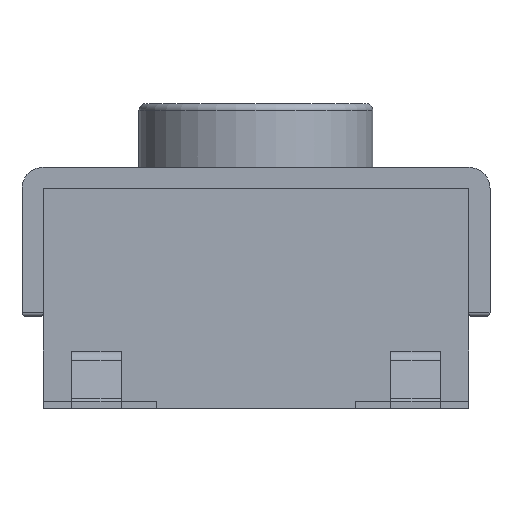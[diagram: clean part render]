
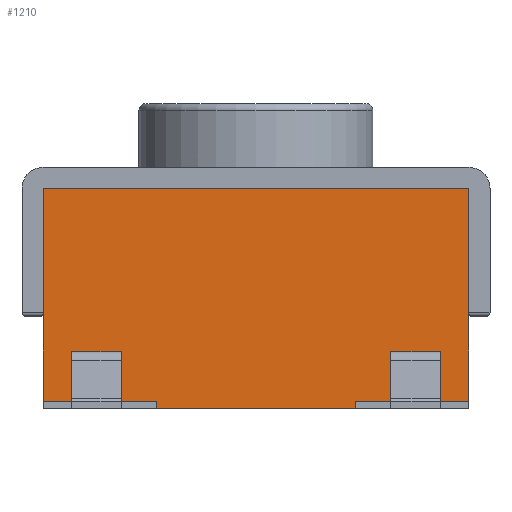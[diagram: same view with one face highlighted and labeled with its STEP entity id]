
A CAD part, left-side view. The second image highlights one B-rep face of the part: STEP entity #1210.
In plain terms, the highlighted planar face has unit normal (-1, 0, 0).
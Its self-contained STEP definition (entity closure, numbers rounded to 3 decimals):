
#227 = VERTEX_POINT('',#228);
#228 = CARTESIAN_POINT('',(-3.,-3.,0.1));
#234 = EDGE_CURVE('',#227,#235,#237,.T.);
#235 = VERTEX_POINT('',#236);
#236 = CARTESIAN_POINT('',(-3.,-3.,1.35));
#237 = LINE('',#238,#239);
#238 = CARTESIAN_POINT('',(-3.,-3.,0.));
#239 = VECTOR('',#240,1.);
#240 = DIRECTION('',(0.,0.,1.));
#439 = VERTEX_POINT('',#440);
#440 = CARTESIAN_POINT('',(-3.,1.4,0.));
#446 = EDGE_CURVE('',#439,#447,#449,.T.);
#447 = VERTEX_POINT('',#448);
#448 = CARTESIAN_POINT('',(-3.,-1.4,0.));
#449 = LINE('',#450,#451);
#450 = CARTESIAN_POINT('',(-3.,3.,0.));
#451 = VECTOR('',#452,1.);
#452 = DIRECTION('',(0.,-1.,0.));
#568 = VERTEX_POINT('',#569);
#569 = CARTESIAN_POINT('',(-3.,3.,1.35));
#575 = EDGE_CURVE('',#576,#568,#578,.T.);
#576 = VERTEX_POINT('',#577);
#577 = CARTESIAN_POINT('',(-3.,3.,0.1));
#578 = LINE('',#579,#580);
#579 = CARTESIAN_POINT('',(-3.,3.,0.));
#580 = VECTOR('',#581,1.);
#581 = DIRECTION('',(0.,0.,1.));
#1210 = ADVANCED_FACE('',(#1211,#1266,#1300),#1334,.F.);
#1211 = FACE_BOUND('',#1212,.F.);
#1212 = EDGE_LOOP('',(#1213,#1221,#1222,#1230,#1238,#1244,#1245,#1253,
#1259,#1260));
#1213 = ORIENTED_EDGE('',*,*,#1214,.F.);
#1214 = EDGE_CURVE('',#576,#1215,#1217,.T.);
#1215 = VERTEX_POINT('',#1216);
#1216 = CARTESIAN_POINT('',(-3.,1.4,0.1));
#1217 = LINE('',#1218,#1219);
#1218 = CARTESIAN_POINT('',(-3.,3.,0.1));
#1219 = VECTOR('',#1220,1.);
#1220 = DIRECTION('',(0.,-1.,0.));
#1221 = ORIENTED_EDGE('',*,*,#575,.T.);
#1222 = ORIENTED_EDGE('',*,*,#1223,.T.);
#1223 = EDGE_CURVE('',#568,#1224,#1226,.T.);
#1224 = VERTEX_POINT('',#1225);
#1225 = CARTESIAN_POINT('',(-3.,3.,3.1));
#1226 = LINE('',#1227,#1228);
#1227 = CARTESIAN_POINT('',(-3.,3.,0.));
#1228 = VECTOR('',#1229,1.);
#1229 = DIRECTION('',(0.,0.,1.));
#1230 = ORIENTED_EDGE('',*,*,#1231,.T.);
#1231 = EDGE_CURVE('',#1224,#1232,#1234,.T.);
#1232 = VERTEX_POINT('',#1233);
#1233 = CARTESIAN_POINT('',(-3.,-3.,3.1));
#1234 = LINE('',#1235,#1236);
#1235 = CARTESIAN_POINT('',(-3.,3.,3.1));
#1236 = VECTOR('',#1237,1.);
#1237 = DIRECTION('',(0.,-1.,0.));
#1238 = ORIENTED_EDGE('',*,*,#1239,.F.);
#1239 = EDGE_CURVE('',#235,#1232,#1240,.T.);
#1240 = LINE('',#1241,#1242);
#1241 = CARTESIAN_POINT('',(-3.,-3.,0.));
#1242 = VECTOR('',#1243,1.);
#1243 = DIRECTION('',(0.,0.,1.));
#1244 = ORIENTED_EDGE('',*,*,#234,.F.);
#1245 = ORIENTED_EDGE('',*,*,#1246,.F.);
#1246 = EDGE_CURVE('',#1247,#227,#1249,.T.);
#1247 = VERTEX_POINT('',#1248);
#1248 = CARTESIAN_POINT('',(-3.,-1.4,0.1));
#1249 = LINE('',#1250,#1251);
#1250 = CARTESIAN_POINT('',(-3.,-1.4,0.1));
#1251 = VECTOR('',#1252,1.);
#1252 = DIRECTION('',(0.,-1.,0.));
#1253 = ORIENTED_EDGE('',*,*,#1254,.F.);
#1254 = EDGE_CURVE('',#447,#1247,#1255,.T.);
#1255 = LINE('',#1256,#1257);
#1256 = CARTESIAN_POINT('',(-3.,-1.4,0.));
#1257 = VECTOR('',#1258,1.);
#1258 = DIRECTION('',(0.,0.,1.));
#1259 = ORIENTED_EDGE('',*,*,#446,.F.);
#1260 = ORIENTED_EDGE('',*,*,#1261,.T.);
#1261 = EDGE_CURVE('',#439,#1215,#1262,.T.);
#1262 = LINE('',#1263,#1264);
#1263 = CARTESIAN_POINT('',(-3.,1.4,0.));
#1264 = VECTOR('',#1265,1.);
#1265 = DIRECTION('',(0.,0.,1.));
#1266 = FACE_BOUND('',#1267,.F.);
#1267 = EDGE_LOOP('',(#1268,#1278,#1286,#1294));
#1268 = ORIENTED_EDGE('',*,*,#1269,.F.);
#1269 = EDGE_CURVE('',#1270,#1272,#1274,.T.);
#1270 = VERTEX_POINT('',#1271);
#1271 = CARTESIAN_POINT('',(-3.,1.9,0.7));
#1272 = VERTEX_POINT('',#1273);
#1273 = CARTESIAN_POINT('',(-3.,2.6,0.7));
#1274 = LINE('',#1275,#1276);
#1275 = CARTESIAN_POINT('',(-3.,2.625,0.7));
#1276 = VECTOR('',#1277,1.);
#1277 = DIRECTION('',(0.,1.,0.));
#1278 = ORIENTED_EDGE('',*,*,#1279,.F.);
#1279 = EDGE_CURVE('',#1280,#1270,#1282,.T.);
#1280 = VERTEX_POINT('',#1281);
#1281 = CARTESIAN_POINT('',(-3.,1.9,0.8));
#1282 = LINE('',#1283,#1284);
#1283 = CARTESIAN_POINT('',(-3.,1.9,0.26));
#1284 = VECTOR('',#1285,1.);
#1285 = DIRECTION('',(0.,0.,-1.));
#1286 = ORIENTED_EDGE('',*,*,#1287,.F.);
#1287 = EDGE_CURVE('',#1288,#1280,#1290,.T.);
#1288 = VERTEX_POINT('',#1289);
#1289 = CARTESIAN_POINT('',(-3.,2.6,0.8));
#1290 = LINE('',#1291,#1292);
#1291 = CARTESIAN_POINT('',(-3.,2.625,0.8));
#1292 = VECTOR('',#1293,1.);
#1293 = DIRECTION('',(0.,-1.,0.));
#1294 = ORIENTED_EDGE('',*,*,#1295,.F.);
#1295 = EDGE_CURVE('',#1272,#1288,#1296,.T.);
#1296 = LINE('',#1297,#1298);
#1297 = CARTESIAN_POINT('',(-3.,2.6,0.26));
#1298 = VECTOR('',#1299,1.);
#1299 = DIRECTION('',(0.,0.,1.));
#1300 = FACE_BOUND('',#1301,.F.);
#1301 = EDGE_LOOP('',(#1302,#1312,#1320,#1328));
#1302 = ORIENTED_EDGE('',*,*,#1303,.F.);
#1303 = EDGE_CURVE('',#1304,#1306,#1308,.T.);
#1304 = VERTEX_POINT('',#1305);
#1305 = CARTESIAN_POINT('',(-3.,-2.6,0.7));
#1306 = VERTEX_POINT('',#1307);
#1307 = CARTESIAN_POINT('',(-3.,-1.9,0.7));
#1308 = LINE('',#1309,#1310);
#1309 = CARTESIAN_POINT('',(-3.,0.375,0.7));
#1310 = VECTOR('',#1311,1.);
#1311 = DIRECTION('',(0.,1.,0.));
#1312 = ORIENTED_EDGE('',*,*,#1313,.F.);
#1313 = EDGE_CURVE('',#1314,#1304,#1316,.T.);
#1314 = VERTEX_POINT('',#1315);
#1315 = CARTESIAN_POINT('',(-3.,-2.6,0.8));
#1316 = LINE('',#1317,#1318);
#1317 = CARTESIAN_POINT('',(-3.,-2.6,0.26));
#1318 = VECTOR('',#1319,1.);
#1319 = DIRECTION('',(0.,0.,-1.));
#1320 = ORIENTED_EDGE('',*,*,#1321,.F.);
#1321 = EDGE_CURVE('',#1322,#1314,#1324,.T.);
#1322 = VERTEX_POINT('',#1323);
#1323 = CARTESIAN_POINT('',(-3.,-1.9,0.8));
#1324 = LINE('',#1325,#1326);
#1325 = CARTESIAN_POINT('',(-3.,0.375,0.8));
#1326 = VECTOR('',#1327,1.);
#1327 = DIRECTION('',(0.,-1.,0.));
#1328 = ORIENTED_EDGE('',*,*,#1329,.F.);
#1329 = EDGE_CURVE('',#1306,#1322,#1330,.T.);
#1330 = LINE('',#1331,#1332);
#1331 = CARTESIAN_POINT('',(-3.,-1.9,0.26));
#1332 = VECTOR('',#1333,1.);
#1333 = DIRECTION('',(0.,0.,1.));
#1334 = PLANE('',#1335);
#1335 = AXIS2_PLACEMENT_3D('',#1336,#1337,#1338);
#1336 = CARTESIAN_POINT('',(-3.,3.,0.));
#1337 = DIRECTION('',(1.,0.,0.));
#1338 = DIRECTION('',(0.,-1.,0.));
